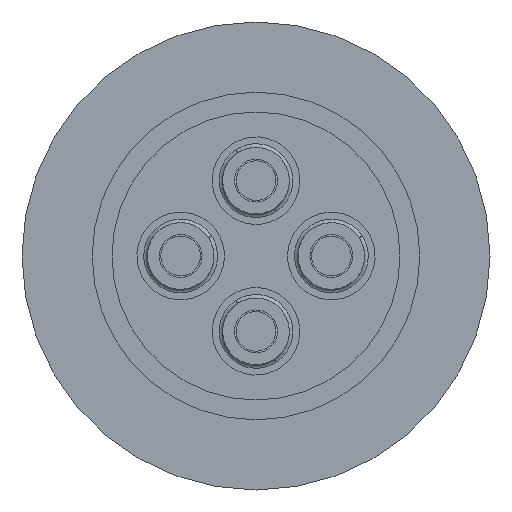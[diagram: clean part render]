
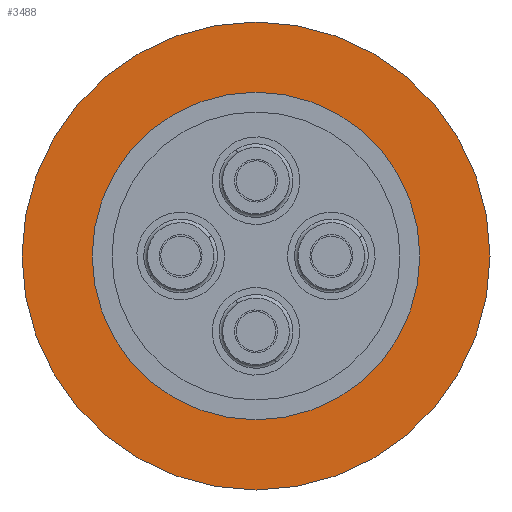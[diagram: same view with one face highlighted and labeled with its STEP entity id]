
A CAD part, front view. The second image highlights one B-rep face of the part: STEP entity #3488.
In plain terms, the highlighted planar face has unit normal (0, -1, 0).
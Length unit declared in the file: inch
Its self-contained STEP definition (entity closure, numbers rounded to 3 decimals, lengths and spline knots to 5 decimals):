
#150 = CARTESIAN_POINT ( 'NONE',  ( 0., 0., 0. ) ) ;
#190 = EDGE_CURVE ( 'NONE', #2950, #814, #2298, .T. ) ;
#381 = VERTEX_POINT ( 'NONE', #1664 ) ;
#442 = EDGE_CURVE ( 'NONE', #381, #5152, #3186, .T. ) ;
#626 = CARTESIAN_POINT ( 'NONE',  ( 0., 0., -1.475 ) ) ;
#780 = DIRECTION ( 'NONE',  ( 0., 0., 1. ) ) ;
#814 = VERTEX_POINT ( 'NONE', #626 ) ;
#913 = EDGE_CURVE ( 'NONE', #5152, #381, #1279, .T. ) ;
#1038 = AXIS2_PLACEMENT_3D ( 'NONE', #4503, #5068, #780 ) ;
#1216 = DIRECTION ( 'NONE',  ( 0., -1., 0. ) ) ;
#1279 = CIRCLE ( 'NONE', #3051, 1.0325 ) ;
#1419 = AXIS2_PLACEMENT_3D ( 'NONE', #6005, #1216, #5932 ) ;
#1664 = CARTESIAN_POINT ( 'NONE',  ( 0., 0., 1.0325 ) ) ;
#1894 = DIRECTION ( 'NONE',  ( 0., 0., -1. ) ) ;
#1930 = DIRECTION ( 'NONE',  ( 0., -1., 0. ) ) ;
#2219 = PLANE ( 'NONE',  #1038 ) ;
#2262 = EDGE_CURVE ( 'NONE', #814, #2950, #3566, .T. ) ;
#2298 = CIRCLE ( 'NONE', #4861, 1.475 ) ;
#2338 = ORIENTED_EDGE ( 'NONE', *, *, #442, .F. ) ;
#2475 = ORIENTED_EDGE ( 'NONE', *, *, #913, .F. ) ;
#2921 = EDGE_LOOP ( 'NONE', ( #3097, #5826 ) ) ;
#2950 = VERTEX_POINT ( 'NONE', #5534 ) ;
#3051 = AXIS2_PLACEMENT_3D ( 'NONE', #4003, #3200, #4469 ) ;
#3097 = ORIENTED_EDGE ( 'NONE', *, *, #2262, .T. ) ;
#3186 = CIRCLE ( 'NONE', #1419, 1.0325 ) ;
#3200 = DIRECTION ( 'NONE',  ( 0., -1., 0. ) ) ;
#3458 = DIRECTION ( 'NONE',  ( 0., -1., 0. ) ) ;
#3488 = ADVANCED_FACE ( 'NONE', ( #6037, #6070 ), #2219, .F. ) ;
#3566 = CIRCLE ( 'NONE', #3673, 1.475 ) ;
#3673 = AXIS2_PLACEMENT_3D ( 'NONE', #4248, #1930, #1894 ) ;
#4003 = CARTESIAN_POINT ( 'NONE',  ( 0., 0., 0. ) ) ;
#4248 = CARTESIAN_POINT ( 'NONE',  ( 0., 0., 0. ) ) ;
#4469 = DIRECTION ( 'NONE',  ( 0., 0., -1. ) ) ;
#4503 = CARTESIAN_POINT ( 'NONE',  ( -1.0325, 0., 0. ) ) ;
#4774 = DIRECTION ( 'NONE',  ( 0., 0., -1. ) ) ;
#4861 = AXIS2_PLACEMENT_3D ( 'NONE', #150, #3458, #4774 ) ;
#4918 = EDGE_LOOP ( 'NONE', ( #2475, #2338 ) ) ;
#5018 = CARTESIAN_POINT ( 'NONE',  ( 0., 0., -1.0325 ) ) ;
#5068 = DIRECTION ( 'NONE',  ( 0., 1., 0. ) ) ;
#5152 = VERTEX_POINT ( 'NONE', #5018 ) ;
#5534 = CARTESIAN_POINT ( 'NONE',  ( 0., 0., 1.475 ) ) ;
#5826 = ORIENTED_EDGE ( 'NONE', *, *, #190, .T. ) ;
#5932 = DIRECTION ( 'NONE',  ( 0., 0., -1. ) ) ;
#6005 = CARTESIAN_POINT ( 'NONE',  ( 0., 0., 0. ) ) ;
#6037 = FACE_BOUND ( 'NONE', #4918, .T. ) ;
#6070 = FACE_OUTER_BOUND ( 'NONE', #2921, .T. ) ;
